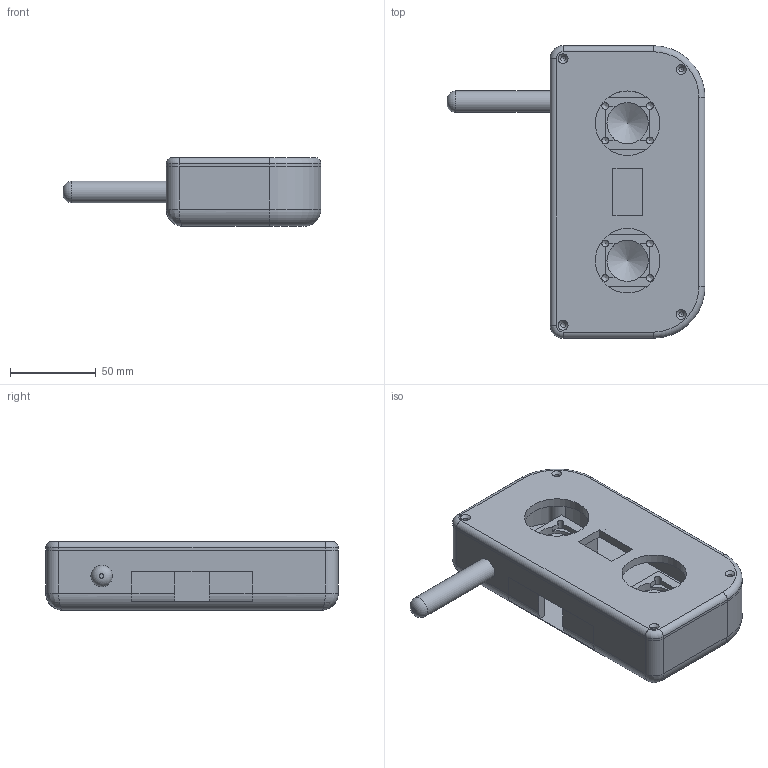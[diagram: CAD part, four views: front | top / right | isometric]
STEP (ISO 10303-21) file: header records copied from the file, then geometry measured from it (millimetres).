
FILE_DESCRIPTION(/* description */ ('STEP AP242','CAx-IF Rec.Pracs.---Representation and Presentation of Product Manufacturing Information (PMI)---4.0---2014-10-13','CAx-IF Rec.Pracs.---3D Tessellated Geometry---0.4---2014-09-14','2;1'),/* implementation_level */ '2;1');
FILE_NAME(/* name */ '6233ba1988d48c7587d36ab5',/* time_stamp */ '2022-03-17T22:45:46+00:00',/* author */ (''),/* organization */ (''),/* preprocessor_version */ 'ST-DEVELOPER v18.101',/* originating_system */ ' ',/* authorisation */ ' ');
FILE_SCHEMA (('AP242_MANAGED_MODEL_BASED_3D_ENGINEERING_MIM_LF { 1 0 10303 442 1 1 4 }'));
Length unit declared in the file: metre
Products named in the file (7): Remote; Controller Roof; Radio Antenna; Joystick Block; Cutout 1; Controller Body; Cutout 2
Assembly tree (7 placements, depth 2):
  Remote
    Controller Roof
    Radio Antenna
    Joystick Block  x2
    Cutout 1
    Controller Body
    Cutout 2
Bounding box: 150 x 170 x 40 mm (x, y, z)
Volume: 243954.4 mm3; surface area: 102295.5 mm2
Topology: 7 solids, 7 shells, 153 faces, 421 edges, 271 vertices
Faces by surface type: plane 66, cylinder 56, cone 22, torus 7, bspline 2
Full cylindrical faces by diameter (mm): 2.946 x8, 4 x12, 12.5 x2, 24 x2, 37.5 x2
Entity records: 3857 total; most frequent: DIRECTION 665, CARTESIAN_POINT 665, ORIENTED_EDGE 546, EDGE_CURVE 273, AXIS2_PLACEMENT_3D 257, VERTEX_POINT 203, FACE_BOUND 194, EDGE_LOOP 181
